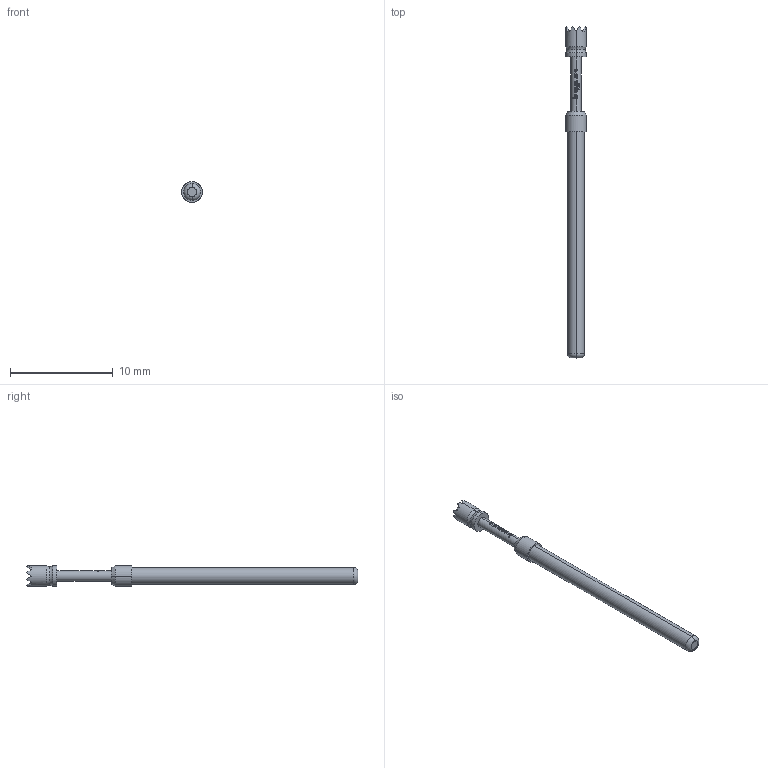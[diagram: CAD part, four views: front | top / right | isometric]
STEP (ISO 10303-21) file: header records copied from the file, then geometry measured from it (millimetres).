
FILE_DESCRIPTION (( 'STEP AP203' ), '1' );
FILE_NAME ('INGUN_BCP-118_306_200_A_xx02.STEP', '2024-04-02T09:13:00', ( '' ), ( '' ), 'SwSTEP 2.0', 'SolidWorks 2021', '' );
FILE_SCHEMA (( 'CONFIG_CONTROL_DESIGN' ));
Length unit declared in the file: millimetre
Products named in the file (1): INGUN_BCP-118_306_200_A_xx02
Bounding box: 2 x 32.3 x 2 mm (x, y, z)
Volume: 65.2 mm3; surface area: 172.5 mm2
Topology: 1 solids, 1 shells, 150 faces, 363 edges, 219 vertices
Faces by surface type: plane 100, bspline 22, cylinder 20, torus 6, cone 2
Entity records: 4622 total; most frequent: CARTESIAN_POINT 1329, ORIENTED_EDGE 726, DIRECTION 591, EDGE_CURVE 363, VERTEX_POINT 219, AXIS2_PLACEMENT_3D 217, VECTOR 157, LINE 157
